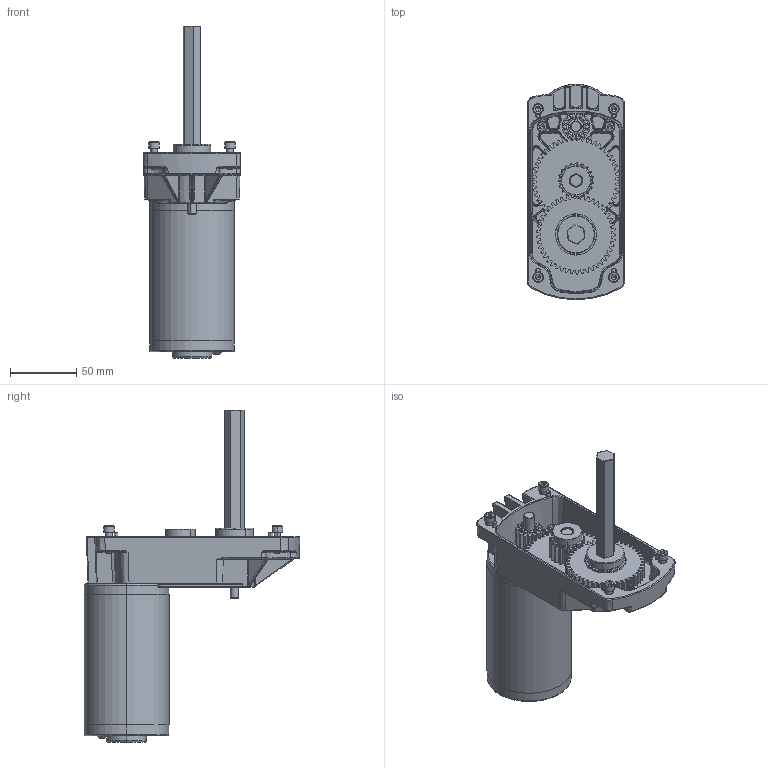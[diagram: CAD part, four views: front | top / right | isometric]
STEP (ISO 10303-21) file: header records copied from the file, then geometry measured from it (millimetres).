
FILE_DESCRIPTION (( 'STEP AP214' ), '1' );
FILE_NAME ('am-3232 Toughbox Micro No Plate AM14U Family Hex.STEP', '2022-02-03T15:31:53', ( '' ), ( '' ), 'SwSTEP 2.0', 'SolidWorks 2021', '' );
FILE_SCHEMA (( 'AUTOMOTIVE_DESIGN' ));
Length unit declared in the file: inch
Products named in the file (18): FR8ZZ Hex Bearing; 2mm x 2mm x 10mm Machine Key; TB Output Shaft Hex L-Base 2; Toughbox d07; 500-e-klip; am-3232 Toughbox Micro No Plate AM14U Family Hex; 5-16 washer; 10-32x0625_shcs_HX-SHCS 0.19-32x1.375x1-C; 8mm_spring_clip am-0033; FR6ZZ Bearing; 10-32 Nylock Nut 1_90631A411; 50T 20dp 375hex_Inch - Spur gear 20DP 50T 14.5PA .372FW ---S50N3.0H2.0L0.25N; 14T CIM Gear; 19T 20dp 375h_Inch - Spur gear 20DP 19T 14.5PA .575FW ---S19N.5H1L0.375N; CIM Motor SW; Nano Housing Rev 6B; R6ZZ Bearing; 45T 20dp 500h_Inch - Spur gear 20DP 45T 14.5PA .4FW ---S45N.5H1L0.5N
Assembly tree (27 placements, depth 2):
  am-3232 Toughbox Micro No Plate AM14U Family Hex
    10-32x0625_shcs_HX-SHCS 0.19-32x1.375x1-C  x6
    10-32 Nylock Nut 1_90631A411  x4
    CIM Motor SW
    14T CIM Gear
    8mm_spring_clip am-0033
    5-16 washer  x2
    2mm x 2mm x 10mm Machine Key
    Nano Housing Rev 6B
    R6ZZ Bearing  x2
    FR6ZZ Bearing
    FR8ZZ Hex Bearing
    Toughbox d07
    50T 20dp 375hex_Inch - Spur gear 20DP 50T 14.5PA .372FW ---S50N3.0H2.0L0.25N
    TB Output Shaft Hex L-Base 2
    500-e-klip
    19T 20dp 375h_Inch - Spur gear 20DP 19T 14.5PA .575FW ---S19N.5H1L0.375N
    45T 20dp 500h_Inch - Spur gear 20DP 45T 14.5PA .4FW ---S45N.5H1L0.5N
Bounding box: 73.61 x 162.72 x 250.55 mm (x, y, z)
Volume: 554920.4 mm3; surface area: 129260 mm2
Topology: 33 solids, 33 shells, 2619 faces, 6579 edges, 4024 vertices
Faces by surface type: cylinder 991, bspline 554, plane 527, cone 343, torus 169, sphere 35
Entity records: 87584 total; most frequent: CARTESIAN_POINT 36208, ORIENTED_EDGE 11170, DIRECTION 9768, EDGE_CURVE 5585, AXIS2_PLACEMENT_3D 3867, VERTEX_POINT 3490, EDGE_LOOP 2291, CIRCLE 2206
